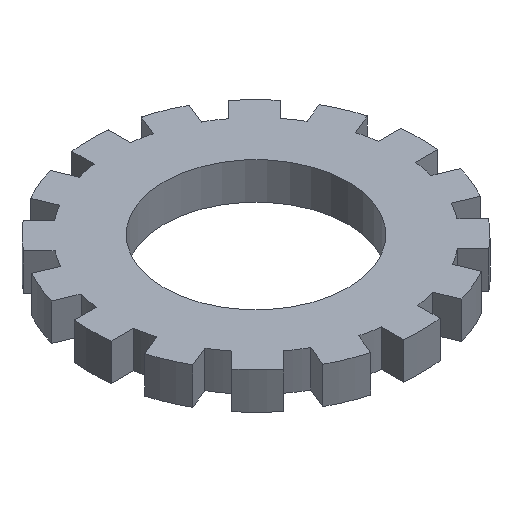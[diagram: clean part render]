
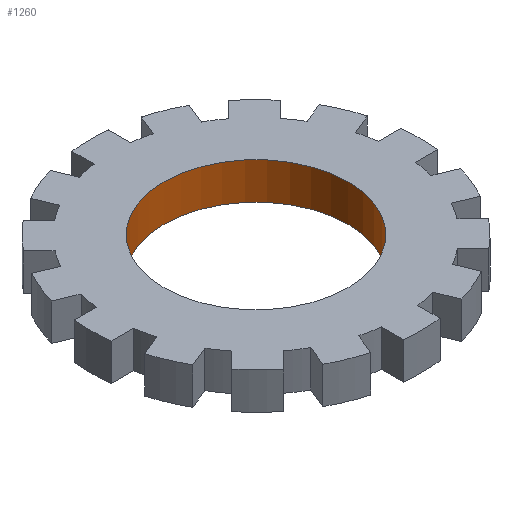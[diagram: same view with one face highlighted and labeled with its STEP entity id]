
A CAD part, isometric view. The second image highlights one B-rep face of the part: STEP entity #1260.
In plain terms, the highlighted cylindrical face has radius 25 mm (diameter 50 mm), a full revolution.
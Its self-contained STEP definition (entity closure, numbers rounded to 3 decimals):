
#52=FACE_OUTER_BOUND('',#119,.T.);
#119=EDGE_LOOP('',(#837,#838,#839,#840));
#188=LINE('',#1876,#317);
#317=VECTOR('',#1480,25.);
#446=CIRCLE('',#1342,25.);
#447=CIRCLE('',#1343,25.);
#512=VERTEX_POINT('',#1873);
#513=VERTEX_POINT('',#1875);
#642=EDGE_CURVE('',#512,#512,#446,.T.);
#643=EDGE_CURVE('',#512,#513,#188,.T.);
#644=EDGE_CURVE('',#513,#513,#447,.T.);
#837=ORIENTED_EDGE('',*,*,#642,.F.);
#838=ORIENTED_EDGE('',*,*,#643,.T.);
#839=ORIENTED_EDGE('',*,*,#644,.T.);
#840=ORIENTED_EDGE('',*,*,#643,.F.);
#1227=CYLINDRICAL_SURFACE('',#1341,25.);
#1260=ADVANCED_FACE('',(#52),#1227,.F.);
#1341=AXIS2_PLACEMENT_3D('',#1872,#1476,#1477);
#1342=AXIS2_PLACEMENT_3D('',#1874,#1478,#1479);
#1343=AXIS2_PLACEMENT_3D('',#1877,#1481,#1482);
#1476=DIRECTION('center_axis',(0.,0.,1.));
#1477=DIRECTION('ref_axis',(1.,0.,0.));
#1478=DIRECTION('center_axis',(0.,0.,-1.));
#1479=DIRECTION('ref_axis',(1.,0.,0.));
#1480=DIRECTION('',(0.,0.,-1.));
#1481=DIRECTION('center_axis',(0.,0.,-1.));
#1482=DIRECTION('ref_axis',(1.,0.,0.));
#1872=CARTESIAN_POINT('Origin',(0.,0.,0.));
#1873=CARTESIAN_POINT('',(-25.,0.,10.));
#1874=CARTESIAN_POINT('Origin',(0.,0.,10.));
#1875=CARTESIAN_POINT('',(-25.,0.,0.));
#1876=CARTESIAN_POINT('',(-25.,0.,0.));
#1877=CARTESIAN_POINT('Origin',(0.,0.,0.));
